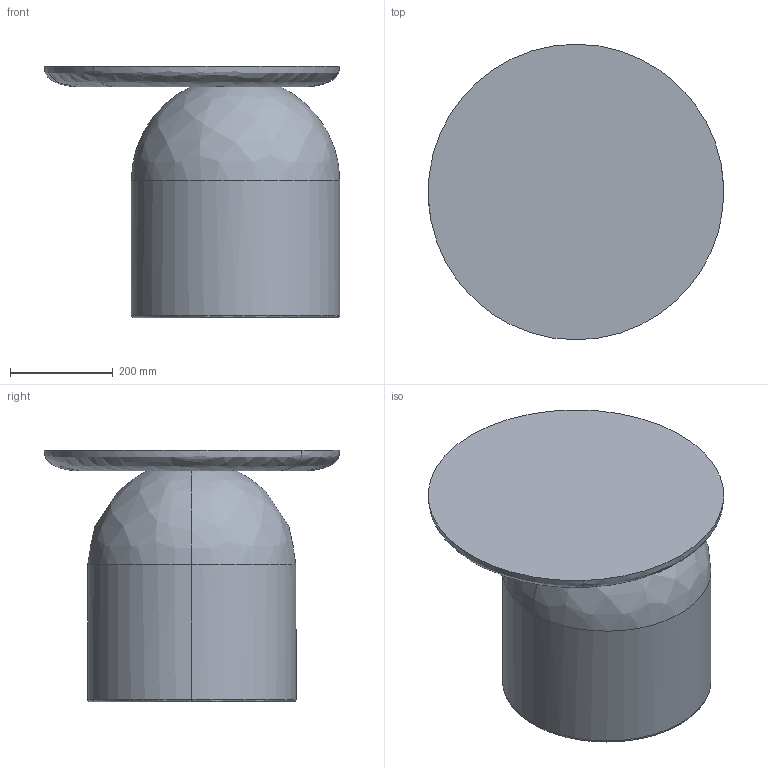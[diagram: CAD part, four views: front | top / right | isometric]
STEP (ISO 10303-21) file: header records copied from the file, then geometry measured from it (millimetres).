
FILE_DESCRIPTION(/* description */ (''),/* implementation_level */ '2;1');
FILE_NAME(/* name */ 'STP01-A_UAP_STUMP_Stool_3D',/* time_stamp */ '2018-01-25T14:03:18-05:00',/* author */ (''),/* organization */ (''),/* preprocessor_version */ 'ST-DEVELOPER v15',/* originating_system */ '',/* authorisation */ '');
FILE_SCHEMA (('AUTOMOTIVE_DESIGN'));
Length unit declared in the file: millimetre
Products named in the file (1): Document
Bounding box: 575.94 x 576.14 x 490.44 mm (x, y, z)
Volume: 61643779.9 mm3; surface area: 1285098.8 mm2
Topology: 2 solids, 2 shells, 12 faces, 20 edges, 12 vertices
Faces by surface type: bspline 8, plane 4
Entity records: 881 total; most frequent: CARTESIAN_POINT 714, ORIENTED_EDGE 40, EDGE_CURVE 20, ADVANCED_FACE 12, FACE_OUTER_BOUND 12, EDGE_LOOP 12, VERTEX_POINT 12, DIRECTION 8
